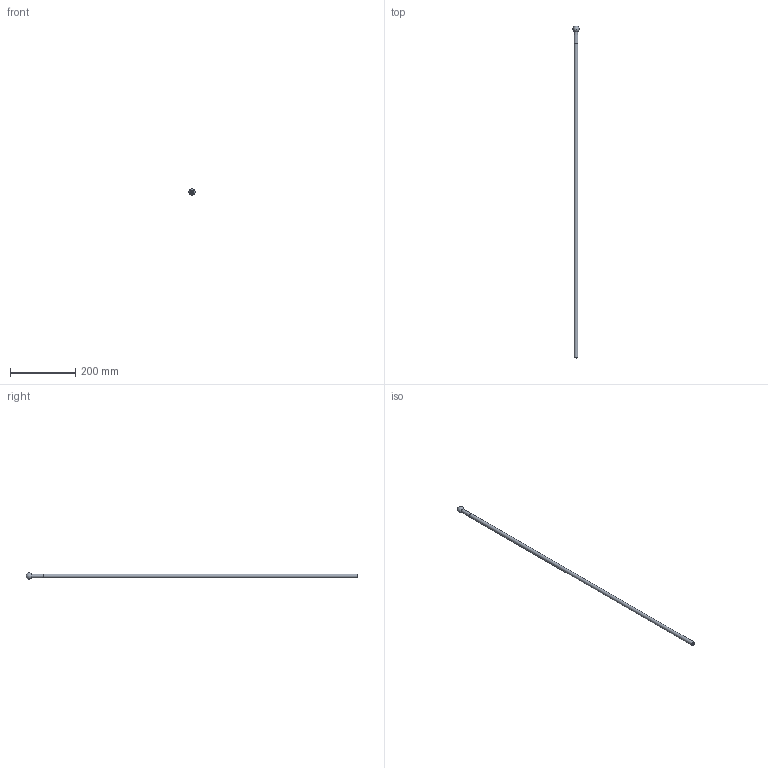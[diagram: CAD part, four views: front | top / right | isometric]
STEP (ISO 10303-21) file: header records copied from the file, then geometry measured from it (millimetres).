
FILE_DESCRIPTION (( 'STEP AP203' ), '1' );
FILE_NAME ('1821.STEP', '2022-04-14T12:19:55', ( '' ), ( '' ), 'SwSTEP 2.0', 'SolidWorks 2018', '' );
FILE_SCHEMA (( 'CONFIG_CONTROL_DESIGN' ));
Length unit declared in the file: millimetre
Products named in the file (1): 1821
Bounding box: 18.86 x 1019.93 x 19 mm (x, y, z)
Volume: 116264.6 mm3; surface area: 38846.3 mm2
Topology: 1 solids, 1 shells, 207 faces, 563 edges, 375 vertices
Faces by surface type: plane 113, bspline 91, cylinder 1, cone 1, sphere 1
Full cylindrical faces by diameter (mm): 12 x1
Entity records: 10474 total; most frequent: CARTESIAN_POINT 5814, ORIENTED_EDGE 1116, DIRECTION 613, EDGE_CURVE 558, LINE 373, VERTEX_POINT 373, VECTOR 373, EDGE_LOOP 227
